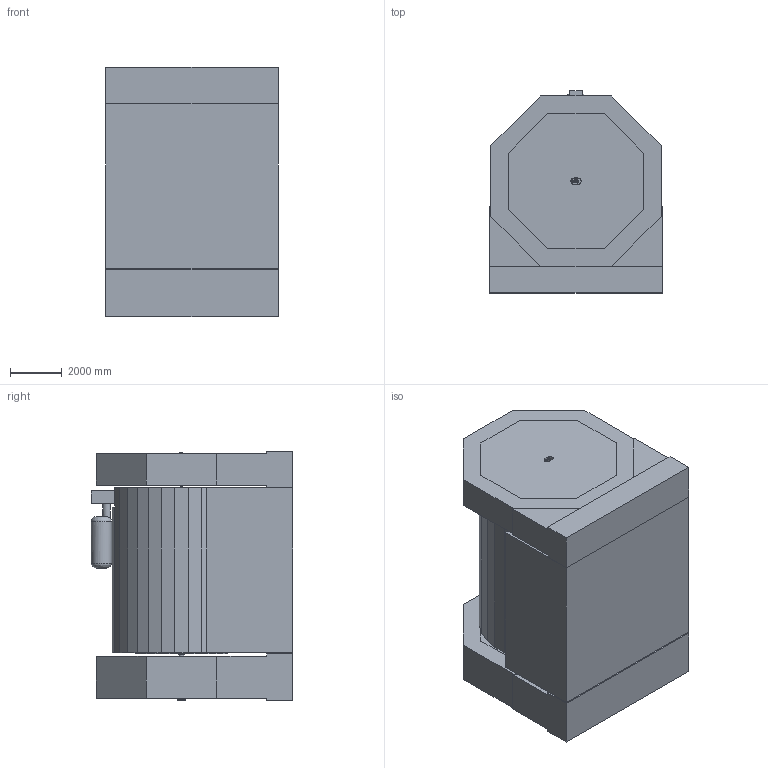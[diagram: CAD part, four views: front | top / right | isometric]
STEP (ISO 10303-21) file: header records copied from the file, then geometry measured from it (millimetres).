
FILE_DESCRIPTION(/* description */ ('EPIC Envelopes'),/* implementation_level */ '2;1');
FILE_NAME(/* name */ 'EPIC Envelope - 09-22-2025.stp',/* time_stamp */ '2025-09-23T18:20:30-04:00',/* author */ ('dcacace'),/* organization */ (''),/* preprocessor_version */ 'ST-DEVELOPER v20',/* originating_system */ 'Autodesk Inventor 2025',/* authorisation */ '');
FILE_SCHEMA (('AUTOMOTIVE_DESIGN { 1 0 10303 214 3 1 1 }'));
Length unit declared in the file: millimetre
Products named in the file (30): EPIC; Carriage Barrel; HCal Barrel; Magnet; HCal Support Rings; EMCal Barrel; DIRC; MPGD Outer; Carbon Fiber Tube; AC LGAD Barrel; MPGD Inner; SVT; MPGD Rings; pfRICH; EMCal Backward; AC LGAD Ring; dRICH; Beam Pipe; HCal Backward; EMCal Forward; HCal Forward; Carriage Backward; Carriage Forward; Flux Return Backward; Flux Return Forward; Flux Return Ring Backward; Flux Return Ring Forward; Detector Mounting Backward; Detector Mounting Forward; Flux Return End Backward
Assembly tree (29 placements, depth 2):
  EPIC
    Carriage Barrel
    HCal Barrel
    Magnet
    HCal Support Rings
    EMCal Barrel
    DIRC
    MPGD Outer
    Carbon Fiber Tube
    AC LGAD Barrel
    MPGD Inner
    SVT
    MPGD Rings
    pfRICH
    EMCal Backward
    AC LGAD Ring
    dRICH
    Beam Pipe
    HCal Backward
    EMCal Forward
    HCal Forward
    Carriage Backward
    Carriage Forward
    Flux Return Backward
    Flux Return Forward
    Flux Return Ring Backward
    Flux Return Ring Forward
    Detector Mounting Backward
    Detector Mounting Forward
    Flux Return End Backward
Bounding box: 6700 x 7822.5 x 9688 mm (x, y, z)
Volume: 345477962015.8 mm3; surface area: 1531933743 mm2
Topology: 67 solids, 68 shells, 1969 faces, 5018 edges, 3211 vertices
Faces by surface type: plane 1699, cylinder 239, cone 29, bspline 2
Full cylindrical faces by diameter (mm): 28.575 x2, 38.1 x1, 44.464 x1, 63.524 x1, 67 x2, 69.85 x1, 72 x1, 74 x6, 77 x2, 90 x2, 96 x1, 98 x1, 100 x2, 110 x1, 114.3 x1, 122 x2, 130 x3, 171.45 x1, 222.25 x1, 240 x1, 242 x1, 250 x1, 260 x1, 290 x2, 300 x2, 336.55 x1, 460 x2, 540 x1, 570 x1, 800 x1
Entity records: 59910 total; most frequent: CARTESIAN_POINT 10471, ORIENTED_EDGE 10036, DIRECTION 9604, EDGE_CURVE 5018, LINE 4482, VECTOR 4482, VERTEX_POINT 3211, AXIS2_PLACEMENT_3D 2561
